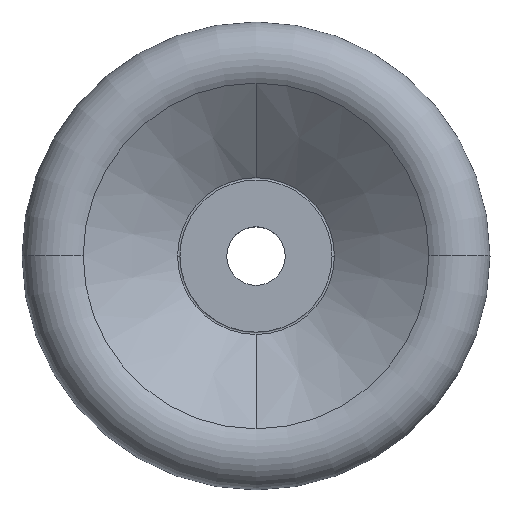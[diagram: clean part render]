
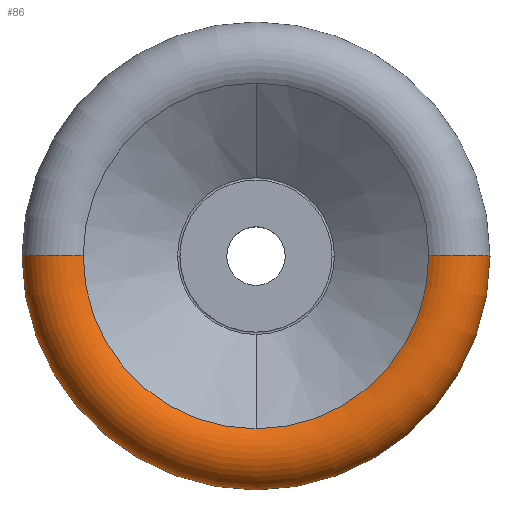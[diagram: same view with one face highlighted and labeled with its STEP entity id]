
A CAD part, top view. The second image highlights one B-rep face of the part: STEP entity #86.
In plain terms, the highlighted toroidal (fillet/blend) face has major radius 33.5 mm and minor radius 6.5 mm.
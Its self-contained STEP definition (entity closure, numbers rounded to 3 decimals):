
#86=ADVANCED_FACE('',(#171),#172,.T.);
#171=FACE_OUTER_BOUND('',#252,.T.);
#172=TOROIDAL_SURFACE('',#253,33.5,6.5);
#252=EDGE_LOOP('',(#447,#448,#449,#450,#451));
#253=AXIS2_PLACEMENT_3D('',#452,#453,#454);
#447=ORIENTED_EDGE('',*,*,#493,.T.);
#448=ORIENTED_EDGE('',*,*,#523,.T.);
#449=ORIENTED_EDGE('',*,*,#518,.F.);
#450=ORIENTED_EDGE('',*,*,#572,.F.);
#451=ORIENTED_EDGE('',*,*,#521,.T.);
#452=CARTESIAN_POINT('',(0.,0.0,22.5));
#453=DIRECTION('',(0.,0.0,1.0));
#454=DIRECTION('',(1.0,0.0,0.));
#493=EDGE_CURVE('',#581,#582,#583,.T.);
#518=EDGE_CURVE('',#622,#624,#625,.T.);
#521=EDGE_CURVE('',#628,#581,#629,.T.);
#523=EDGE_CURVE('',#582,#624,#631,.T.);
#572=EDGE_CURVE('',#628,#622,#702,.T.);
#581=VERTEX_POINT('',#711);
#582=VERTEX_POINT('',#712);
#583=CIRCLE('',#713,40.0);
#622=VERTEX_POINT('',#755);
#624=VERTEX_POINT('',#758);
#625=CIRCLE('',#759,29.55);
#628=VERTEX_POINT('',#762);
#629=CIRCLE('',#763,6.5);
#631=CIRCLE('',#765,6.5);
#702=CIRCLE('',#844,29.55);
#711=CARTESIAN_POINT('',(-40.0,0.,22.5));
#712=CARTESIAN_POINT('',(40.0,0.,22.5));
#713=AXIS2_PLACEMENT_3D('',#852,#853,#854);
#755=CARTESIAN_POINT('',(0.,-29.55,27.662));
#758=CARTESIAN_POINT('',(29.55,0.,27.662));
#759=AXIS2_PLACEMENT_3D('',#907,#908,#909);
#762=CARTESIAN_POINT('',(-29.55,0.,27.662));
#763=AXIS2_PLACEMENT_3D('',#913,#914,#915);
#765=AXIS2_PLACEMENT_3D('',#919,#920,#921);
#844=AXIS2_PLACEMENT_3D('',#1008,#1009,#1010);
#852=CARTESIAN_POINT('',(0.,0.0,22.5));
#853=DIRECTION('',(0.,0.0,1.0));
#854=DIRECTION('',(1.0,0.0,0.));
#907=CARTESIAN_POINT('',(0.,0.0,27.662));
#908=DIRECTION('',(0.,-0.0,1.0));
#909=DIRECTION('',(0.0,1.0,0.0));
#913=CARTESIAN_POINT('',(-33.5,0.,22.5));
#914=DIRECTION('',(0.,-1.0,0.));
#915=DIRECTION('',(-1.0,0.,0.));
#919=CARTESIAN_POINT('',(33.5,0.,22.5));
#920=DIRECTION('',(0.,-1.0,0.));
#921=DIRECTION('',(1.0,0.,0.));
#1008=CARTESIAN_POINT('',(0.,0.0,27.662));
#1009=DIRECTION('',(0.,-0.0,1.0));
#1010=DIRECTION('',(0.0,1.0,0.0));
